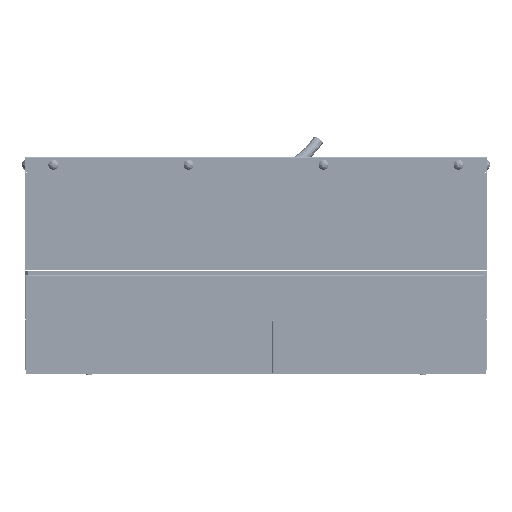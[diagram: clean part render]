
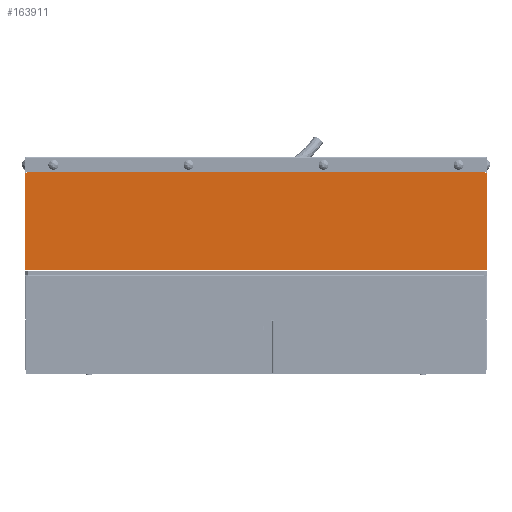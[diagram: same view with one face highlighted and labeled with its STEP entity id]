
A CAD part, left-side view. The second image highlights one B-rep face of the part: STEP entity #163911.
In plain terms, the highlighted planar face has unit normal (-1, 0, 0).
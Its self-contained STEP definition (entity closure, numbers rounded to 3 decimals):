
#5017 = EDGE_CURVE ( 'NONE', #23053, #36566, #42267, .T. ) ;
#8715 = LINE ( 'NONE', #94470, #85053 ) ;
#14179 = CARTESIAN_POINT ( 'NONE',  ( 8.772, 4.61, 1.441 ) ) ;
#19358 = DIRECTION ( 'NONE',  ( 0., 1., 0. ) ) ;
#23053 = VERTEX_POINT ( 'NONE', #204103 ) ;
#31459 = LINE ( 'NONE', #52062, #59331 ) ;
#32033 = EDGE_CURVE ( 'NONE', #111553, #190406, #191348, .T. ) ;
#32178 = CARTESIAN_POINT ( 'NONE',  ( 8.772, -15.91, 5.761 ) ) ;
#36566 = VERTEX_POINT ( 'NONE', #172600 ) ;
#38072 = EDGE_CURVE ( 'NONE', #199010, #190406, #141019, .T. ) ;
#41698 = CARTESIAN_POINT ( 'NONE',  ( 8.772, -15.91, 1.441 ) ) ;
#42267 = LINE ( 'NONE', #32178, #210339 ) ;
#43038 = CARTESIAN_POINT ( 'NONE',  ( 8.772, -15.91, 1.441 ) ) ;
#48639 = ORIENTED_EDGE ( 'NONE', *, *, #195425, .T. ) ;
#52062 = CARTESIAN_POINT ( 'NONE',  ( 8.772, -15.91, 5.761 ) ) ;
#55805 = CARTESIAN_POINT ( 'NONE',  ( 8.772, -10.78, 1.489 ) ) ;
#59331 = VECTOR ( 'NONE', #19358, 39.37 ) ;
#59345 = PLANE ( 'NONE',  #160291 ) ;
#63411 = CARTESIAN_POINT ( 'NONE',  ( 8.772, 4.61, 1.489 ) ) ;
#66208 = CARTESIAN_POINT ( 'NONE',  ( 8.772, 4.514, 6.387 ) ) ;
#66591 = ORIENTED_EDGE ( 'NONE', *, *, #5017, .T. ) ;
#72136 = DIRECTION ( 'NONE',  ( 0., 1., 0. ) ) ;
#75058 = DIRECTION ( 'NONE',  ( 0., 0., 1. ) ) ;
#75691 = DIRECTION ( 'NONE',  ( -1., 0., 0. ) ) ;
#76880 = ORIENTED_EDGE ( 'NONE', *, *, #168649, .T. ) ;
#79432 = VERTEX_POINT ( 'NONE', #116195 ) ;
#85053 = VECTOR ( 'NONE', #110838, 39.37 ) ;
#86150 = DIRECTION ( 'NONE',  ( 0., 0., 1. ) ) ;
#86330 = EDGE_CURVE ( 'NONE', #79432, #111553, #31459, .T. ) ;
#86496 = FACE_OUTER_BOUND ( 'NONE', #167871, .T. ) ;
#87419 = ORIENTED_EDGE ( 'NONE', *, *, #86330, .T. ) ;
#94470 = CARTESIAN_POINT ( 'NONE',  ( 8.772, -15.91, 5.811 ) ) ;
#95222 = DIRECTION ( 'NONE',  ( 0., 0., -1. ) ) ;
#95894 = ORIENTED_EDGE ( 'NONE', *, *, #188631, .T. ) ;
#102121 = ORIENTED_EDGE ( 'NONE', *, *, #38072, .F. ) ;
#107154 = CARTESIAN_POINT ( 'NONE',  ( 8.772, -15.91, 1.489 ) ) ;
#110838 = DIRECTION ( 'NONE',  ( 0., 1., 0. ) ) ;
#111553 = VERTEX_POINT ( 'NONE', #174436 ) ;
#114761 = LINE ( 'NONE', #41698, #191159 ) ;
#115985 = LINE ( 'NONE', #150979, #154175 ) ;
#116195 = CARTESIAN_POINT ( 'NONE',  ( 8.772, 4.514, 5.761 ) ) ;
#120537 = VECTOR ( 'NONE', #72136, 39.37 ) ;
#126160 = VECTOR ( 'NONE', #131770, 39.37 ) ;
#127979 = VERTEX_POINT ( 'NONE', #176216 ) ;
#131770 = DIRECTION ( 'NONE',  ( 0., 0., -1. ) ) ;
#141019 = LINE ( 'NONE', #55805, #120537 ) ;
#150979 = CARTESIAN_POINT ( 'NONE',  ( 8.772, -15.814, 6.387 ) ) ;
#154175 = VECTOR ( 'NONE', #86150, 39.37 ) ;
#160291 = AXIS2_PLACEMENT_3D ( 'NONE', #43038, #75691, #189583 ) ;
#163480 = CARTESIAN_POINT ( 'NONE',  ( 8.772, -15.814, 5.811 ) ) ;
#163911 = ADVANCED_FACE ( 'NONE', ( #86496 ), #59345, .T. ) ;
#167871 = EDGE_LOOP ( 'NONE', ( #87419, #183417, #102121, #48639, #66591, #76880, #208215, #95894 ) ) ;
#168649 = EDGE_CURVE ( 'NONE', #36566, #181320, #115985, .T. ) ;
#169400 = LINE ( 'NONE', #66208, #126160 ) ;
#172600 = CARTESIAN_POINT ( 'NONE',  ( 8.772, -15.814, 5.761 ) ) ;
#174436 = CARTESIAN_POINT ( 'NONE',  ( 8.772, 4.61, 5.761 ) ) ;
#176216 = CARTESIAN_POINT ( 'NONE',  ( 8.772, 4.514, 5.811 ) ) ;
#178673 = DIRECTION ( 'NONE',  ( 0., 1., 0. ) ) ;
#181320 = VERTEX_POINT ( 'NONE', #163480 ) ;
#183417 = ORIENTED_EDGE ( 'NONE', *, *, #32033, .T. ) ;
#186195 = VECTOR ( 'NONE', #95222, 39.37 ) ;
#188631 = EDGE_CURVE ( 'NONE', #127979, #79432, #169400, .T. ) ;
#189579 = EDGE_CURVE ( 'NONE', #181320, #127979, #8715, .T. ) ;
#189583 = DIRECTION ( 'NONE',  ( 0., 0., 1. ) ) ;
#190406 = VERTEX_POINT ( 'NONE', #63411 ) ;
#191159 = VECTOR ( 'NONE', #75058, 39.37 ) ;
#191348 = LINE ( 'NONE', #14179, #186195 ) ;
#195425 = EDGE_CURVE ( 'NONE', #199010, #23053, #114761, .T. ) ;
#199010 = VERTEX_POINT ( 'NONE', #107154 ) ;
#204103 = CARTESIAN_POINT ( 'NONE',  ( 8.772, -15.91, 5.761 ) ) ;
#208215 = ORIENTED_EDGE ( 'NONE', *, *, #189579, .T. ) ;
#210339 = VECTOR ( 'NONE', #178673, 39.37 ) ;
